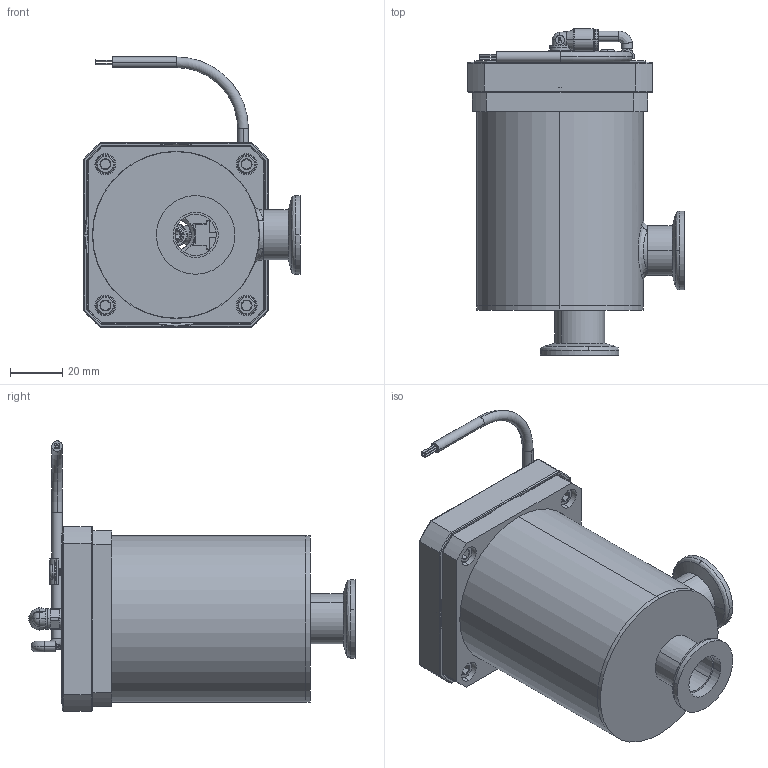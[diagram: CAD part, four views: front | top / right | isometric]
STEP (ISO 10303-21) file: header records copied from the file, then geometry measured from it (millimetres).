
FILE_DESCRIPTION (( 'STEP AP214' ), '1' );
FILE_NAME ('NAP-S02120.STEP', '2023-06-12T16:59:26', ( '' ), ( '' ), 'SwSTEP 2.0', 'SolidWorks 2020', '' );
FILE_SCHEMA (( 'AUTOMOTIVE_DESIGN' ));
Length unit declared in the file: inch
Products named in the file (1): NAP-S02120
Bounding box: 82.52 x 124.45 x 103.02 mm (x, y, z)
Volume: 103051.7 mm3; surface area: 98708.5 mm2
Topology: 33 solids, 33 shells, 2225 faces, 6013 edges, 3914 vertices
Faces by surface type: plane 841, cylinder 654, cone 504, bspline 143, torus 80, sphere 3
Entity records: 117642 total; most frequent: CARTESIAN_POINT 34947, ORIENTED_EDGE 12022, DIRECTION 10381, EDGE_CURVE 6011, VERTEX_POINT 3914, AXIS2_PLACEMENT_3D 3841, LINE 2699, VECTOR 2699
